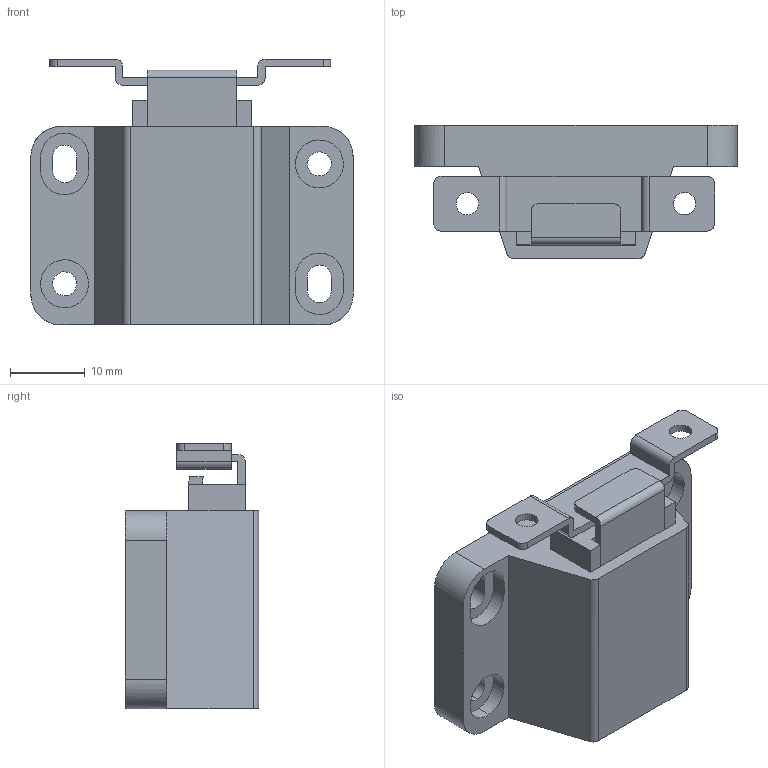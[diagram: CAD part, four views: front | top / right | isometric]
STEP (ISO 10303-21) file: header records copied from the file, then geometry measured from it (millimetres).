
FILE_DESCRIPTION((''),'2;1');
FILE_NAME('','2005-07-15T16:29:52',(''),(''),'','CADfix','');
FILE_SCHEMA(('AUTOMOTIVE_DESIGN'));
Length unit declared in the file: millimetre
Products named in the file (7): keeper; housing_B; housing_A; base; attachment; arm; TL_307_8268_36
Assembly tree (6 placements, depth 2):
  TL_307_8268_36
    keeper
    housing_B
    housing_A
    base
    attachment
    arm
Bounding box: 43 x 17.8 x 35.5 mm (x, y, z)
Volume: 11239.9 mm3; surface area: 11990.7 mm2
Topology: 6 solids, 6 shells, 163 faces, 447 edges, 306 vertices
Faces by surface type: bspline 163
Entity records: 5184 total; most frequent: CARTESIAN_POINT 2371, ORIENTED_EDGE 894, EDGE_CURVE 447, QUASI_UNIFORM_CURVE 325, VERTEX_POINT 306, EDGE_LOOP 185, FACE_OUTER_BOUND 163, ADVANCED_FACE 163
